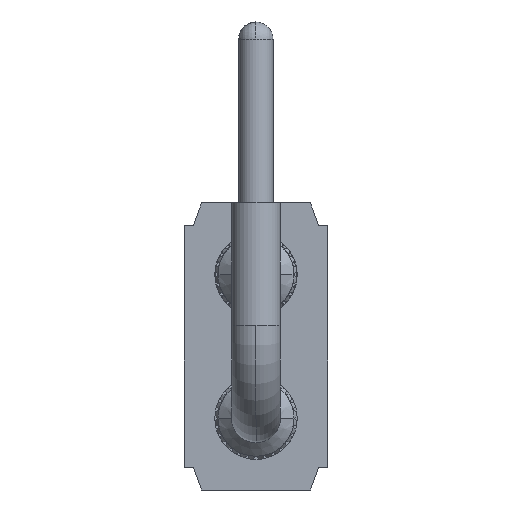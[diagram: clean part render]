
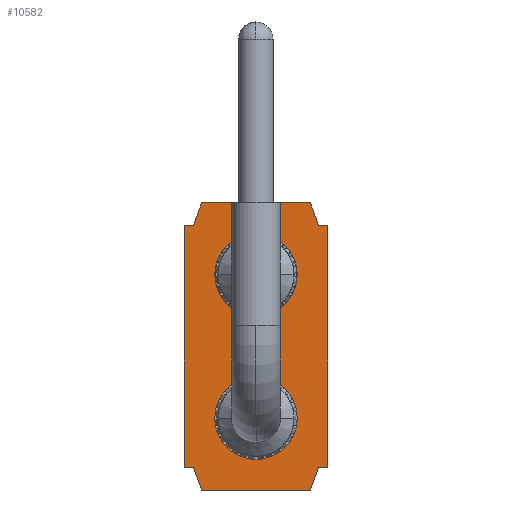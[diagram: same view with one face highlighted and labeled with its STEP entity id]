
A CAD part, front view. The second image highlights one B-rep face of the part: STEP entity #10582.
In plain terms, the highlighted planar face has unit normal (0, -1, 0).
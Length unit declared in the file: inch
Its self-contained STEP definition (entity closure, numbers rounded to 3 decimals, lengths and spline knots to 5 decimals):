
#20 = VECTOR ( 'NONE', #2972, 39.37008 ) ;
#164 = ORIENTED_EDGE ( 'NONE', *, *, #4043, .F. ) ;
#243 = VERTEX_POINT ( 'NONE', #7304 ) ;
#268 = VECTOR ( 'NONE', #10236, 39.37008 ) ;
#291 = VERTEX_POINT ( 'NONE', #1717 ) ;
#313 = CARTESIAN_POINT ( 'NONE',  ( 0.03797, -0.11, -0.15 ) ) ;
#376 = LINE ( 'NONE', #3068, #268 ) ;
#424 = VECTOR ( 'NONE', #1789, 39.37008 ) ;
#477 = ORIENTED_EDGE ( 'NONE', *, *, #6831, .F. ) ;
#571 = FACE_BOUND ( 'NONE', #9921, .T. ) ;
#657 = ORIENTED_EDGE ( 'NONE', *, *, #5533, .T. ) ;
#674 = LINE ( 'NONE', #8531, #2521 ) ;
#683 = AXIS2_PLACEMENT_3D ( 'NONE', #313, #6588, #4642 ) ;
#697 = FACE_BOUND ( 'NONE', #7556, .T. ) ;
#844 = DIRECTION ( 'NONE',  ( 0., 0., -1. ) ) ;
#856 = CARTESIAN_POINT ( 'NONE',  ( 0.08797, -0.11, -0.18425 ) ) ;
#1058 = AXIS2_PLACEMENT_3D ( 'NONE', #6897, #4063, #6015 ) ;
#1119 = ORIENTED_EDGE ( 'NONE', *, *, #2860, .F. ) ;
#1128 = VECTOR ( 'NONE', #6257, 39.37008 ) ;
#1288 = VERTEX_POINT ( 'NONE', #7802 ) ;
#1419 = CARTESIAN_POINT ( 'NONE',  ( 0.07593, -0.11, 0. ) ) ;
#1431 = CARTESIAN_POINT ( 'NONE',  ( 0., -0.11, -0.2 ) ) ;
#1480 = CARTESIAN_POINT ( 'NONE',  ( 0.03797, -0.11, -0.05 ) ) ;
#1639 = EDGE_CURVE ( 'NONE', #10504, #11275, #2544, .T. ) ;
#1717 = CARTESIAN_POINT ( 'NONE',  ( -0.01203, -0.11, -0.18425 ) ) ;
#1775 = DIRECTION ( 'NONE',  ( 1., 0., 0. ) ) ;
#1789 = DIRECTION ( 'NONE',  ( -1., 0., 0. ) ) ;
#1936 = VECTOR ( 'NONE', #2556, 39.37008 ) ;
#2015 = CARTESIAN_POINT ( 'NONE',  ( 0.08797, -0.11, -0.01575 ) ) ;
#2253 = VERTEX_POINT ( 'NONE', #2956 ) ;
#2355 = CARTESIAN_POINT ( 'NONE',  ( 0.08167, -0.11, -0.01575 ) ) ;
#2447 = CARTESIAN_POINT ( 'NONE',  ( -0.01203, -0.11, -0.01575 ) ) ;
#2457 = ORIENTED_EDGE ( 'NONE', *, *, #8877, .F. ) ;
#2463 = CARTESIAN_POINT ( 'NONE',  ( -0.00573, -0.11, -0.01575 ) ) ;
#2516 = EDGE_CURVE ( 'NONE', #6265, #10811, #6268, .T. ) ;
#2521 = VECTOR ( 'NONE', #7659, 39.37008 ) ;
#2544 = CIRCLE ( 'NONE', #3489, 0.02874 ) ;
#2556 = DIRECTION ( 'NONE',  ( 1., 0., 0. ) ) ;
#2609 = ORIENTED_EDGE ( 'NONE', *, *, #1639, .T. ) ;
#2634 = DIRECTION ( 'NONE',  ( 0.342, 0., -0.94 ) ) ;
#2710 = VERTEX_POINT ( 'NONE', #1431 ) ;
#2801 = EDGE_CURVE ( 'NONE', #7501, #2253, #6857, .T. ) ;
#2860 = EDGE_CURVE ( 'NONE', #6565, #291, #5473, .T. ) ;
#2884 = CIRCLE ( 'NONE', #683, 0.02874 ) ;
#2956 = CARTESIAN_POINT ( 'NONE',  ( 0.07593, -0.11, 0. ) ) ;
#2971 = EDGE_CURVE ( 'NONE', #2710, #6565, #10446, .T. ) ;
#2972 = DIRECTION ( 'NONE',  ( 0., 0., 1. ) ) ;
#3068 = CARTESIAN_POINT ( 'NONE',  ( 0., -0.11, 0. ) ) ;
#3358 = DIRECTION ( 'NONE',  ( 0., 1., 0. ) ) ;
#3434 = CARTESIAN_POINT ( 'NONE',  ( -0.00573, -0.11, -0.18425 ) ) ;
#3484 = LINE ( 'NONE', #4311, #3642 ) ;
#3489 = AXIS2_PLACEMENT_3D ( 'NONE', #1480, #3358, #6024 ) ;
#3612 = ORIENTED_EDGE ( 'NONE', *, *, #9183, .F. ) ;
#3642 = VECTOR ( 'NONE', #844, 39.37008 ) ;
#3704 = ORIENTED_EDGE ( 'NONE', *, *, #6502, .F. ) ;
#3837 = CARTESIAN_POINT ( 'NONE',  ( 0.03797, -0.11, -0.12126 ) ) ;
#3900 = CARTESIAN_POINT ( 'NONE',  ( 0.08167, -0.11, -0.18425 ) ) ;
#3904 = ORIENTED_EDGE ( 'NONE', *, *, #10688, .T. ) ;
#4043 = EDGE_CURVE ( 'NONE', #10811, #243, #6363, .T. ) ;
#4047 = DIRECTION ( 'NONE',  ( -0.342, 0., 0.94 ) ) ;
#4063 = DIRECTION ( 'NONE',  ( 0., 1., 0. ) ) ;
#4192 = ORIENTED_EDGE ( 'NONE', *, *, #2801, .F. ) ;
#4311 = CARTESIAN_POINT ( 'NONE',  ( 0.08797, -0.11, -0.18425 ) ) ;
#4335 = EDGE_CURVE ( 'NONE', #2253, #5608, #9475, .T. ) ;
#4642 = DIRECTION ( 'NONE',  ( 0., 0., 1. ) ) ;
#4724 = CARTESIAN_POINT ( 'NONE',  ( 0.03797, -0.11, -0.17874 ) ) ;
#5078 = VERTEX_POINT ( 'NONE', #3837 ) ;
#5148 = DIRECTION ( 'NONE',  ( 0., 0., 1. ) ) ;
#5366 = CARTESIAN_POINT ( 'NONE',  ( 0., -0.11, 0. ) ) ;
#5426 = CARTESIAN_POINT ( 'NONE',  ( 0.03797, -0.11, -0.05 ) ) ;
#5473 = LINE ( 'NONE', #10752, #10190 ) ;
#5533 = EDGE_CURVE ( 'NONE', #10492, #5078, #10443, .T. ) ;
#5608 = VERTEX_POINT ( 'NONE', #2355 ) ;
#5774 = VERTEX_POINT ( 'NONE', #2463 ) ;
#5878 = VECTOR ( 'NONE', #4047, 39.37008 ) ;
#5884 = CARTESIAN_POINT ( 'NONE',  ( 0., -0.11, -0.2 ) ) ;
#5926 = CARTESIAN_POINT ( 'NONE',  ( 0.03797, -0.11, -0.02126 ) ) ;
#6015 = DIRECTION ( 'NONE',  ( 0., 0., 1. ) ) ;
#6024 = DIRECTION ( 'NONE',  ( 0., 0., 1. ) ) ;
#6042 = DIRECTION ( 'NONE',  ( 0., 1., 0. ) ) ;
#6198 = EDGE_LOOP ( 'NONE', ( #9168, #2457, #164, #10822, #3704, #477, #9064, #4192, #9989, #3612, #10385, #1119 ) ) ;
#6216 = VECTOR ( 'NONE', #2634, 39.37008 ) ;
#6257 = DIRECTION ( 'NONE',  ( -0.342, 0., -0.94 ) ) ;
#6265 = VERTEX_POINT ( 'NONE', #11063 ) ;
#6268 = LINE ( 'NONE', #856, #424 ) ;
#6363 = LINE ( 'NONE', #9765, #1128 ) ;
#6388 = CARTESIAN_POINT ( 'NONE',  ( 0., -0.11, 0. ) ) ;
#6502 = EDGE_CURVE ( 'NONE', #10359, #6265, #3484, .T. ) ;
#6565 = VERTEX_POINT ( 'NONE', #10099 ) ;
#6588 = DIRECTION ( 'NONE',  ( 0., 1., 0. ) ) ;
#6663 = EDGE_CURVE ( 'NONE', #5078, #10492, #2884, .T. ) ;
#6831 = EDGE_CURVE ( 'NONE', #5608, #10359, #674, .T. ) ;
#6857 = LINE ( 'NONE', #5366, #9065 ) ;
#6897 = CARTESIAN_POINT ( 'NONE',  ( 0.03797, -0.11, -0.15 ) ) ;
#6973 = CIRCLE ( 'NONE', #8257, 0.02874 ) ;
#6989 = LINE ( 'NONE', #2447, #1936 ) ;
#7304 = CARTESIAN_POINT ( 'NONE',  ( 0.07593, -0.11, -0.2 ) ) ;
#7459 = CARTESIAN_POINT ( 'NONE',  ( -0.01203, -0.11, -0.18425 ) ) ;
#7501 = VERTEX_POINT ( 'NONE', #6388 ) ;
#7556 = EDGE_LOOP ( 'NONE', ( #2609, #3904 ) ) ;
#7659 = DIRECTION ( 'NONE',  ( 1., 0., 0. ) ) ;
#7802 = CARTESIAN_POINT ( 'NONE',  ( -0.01203, -0.11, -0.01575 ) ) ;
#8257 = AXIS2_PLACEMENT_3D ( 'NONE', #5426, #10874, #9001 ) ;
#8462 = EDGE_CURVE ( 'NONE', #5774, #7501, #376, .T. ) ;
#8531 = CARTESIAN_POINT ( 'NONE',  ( 0.08797, -0.11, -0.01575 ) ) ;
#8666 = ORIENTED_EDGE ( 'NONE', *, *, #6663, .T. ) ;
#8669 = FACE_OUTER_BOUND ( 'NONE', #6198, .T. ) ;
#8699 = LINE ( 'NONE', #9633, #8702 ) ;
#8702 = VECTOR ( 'NONE', #8754, 39.37008 ) ;
#8754 = DIRECTION ( 'NONE',  ( -1., 0., 0. ) ) ;
#8877 = EDGE_CURVE ( 'NONE', #243, #2710, #8699, .T. ) ;
#8968 = CARTESIAN_POINT ( 'NONE',  ( 0.03797, -0.11, -0.07874 ) ) ;
#9001 = DIRECTION ( 'NONE',  ( 0., 0., 1. ) ) ;
#9064 = ORIENTED_EDGE ( 'NONE', *, *, #4335, .F. ) ;
#9065 = VECTOR ( 'NONE', #1775, 39.37008 ) ;
#9149 = LINE ( 'NONE', #7459, #20 ) ;
#9168 = ORIENTED_EDGE ( 'NONE', *, *, #2971, .F. ) ;
#9183 = EDGE_CURVE ( 'NONE', #1288, #5774, #6989, .T. ) ;
#9475 = LINE ( 'NONE', #1419, #6216 ) ;
#9633 = CARTESIAN_POINT ( 'NONE',  ( 0.07593, -0.11, -0.2 ) ) ;
#9765 = CARTESIAN_POINT ( 'NONE',  ( 0.07593, -0.11, -0.2 ) ) ;
#9875 = DIRECTION ( 'NONE',  ( -1., 0., 0. ) ) ;
#9921 = EDGE_LOOP ( 'NONE', ( #8666, #657 ) ) ;
#9989 = ORIENTED_EDGE ( 'NONE', *, *, #8462, .F. ) ;
#10099 = CARTESIAN_POINT ( 'NONE',  ( -0.00573, -0.11, -0.18425 ) ) ;
#10190 = VECTOR ( 'NONE', #9875, 39.37008 ) ;
#10236 = DIRECTION ( 'NONE',  ( 0.342, 0., 0.94 ) ) ;
#10320 = AXIS2_PLACEMENT_3D ( 'NONE', #3434, #6042, #5148 ) ;
#10359 = VERTEX_POINT ( 'NONE', #2015 ) ;
#10385 = ORIENTED_EDGE ( 'NONE', *, *, #11087, .F. ) ;
#10443 = CIRCLE ( 'NONE', #1058, 0.02874 ) ;
#10446 = LINE ( 'NONE', #5884, #5878 ) ;
#10492 = VERTEX_POINT ( 'NONE', #4724 ) ;
#10504 = VERTEX_POINT ( 'NONE', #5926 ) ;
#10582 = ADVANCED_FACE ( 'NONE', ( #571, #697, #8669 ), #10593, .F. ) ;
#10593 = PLANE ( 'NONE',  #10320 ) ;
#10688 = EDGE_CURVE ( 'NONE', #11275, #10504, #6973, .T. ) ;
#10752 = CARTESIAN_POINT ( 'NONE',  ( -0.01203, -0.11, -0.18425 ) ) ;
#10811 = VERTEX_POINT ( 'NONE', #3900 ) ;
#10822 = ORIENTED_EDGE ( 'NONE', *, *, #2516, .F. ) ;
#10874 = DIRECTION ( 'NONE',  ( 0., 1., 0. ) ) ;
#11063 = CARTESIAN_POINT ( 'NONE',  ( 0.08797, -0.11, -0.18425 ) ) ;
#11087 = EDGE_CURVE ( 'NONE', #291, #1288, #9149, .T. ) ;
#11275 = VERTEX_POINT ( 'NONE', #8968 ) ;
